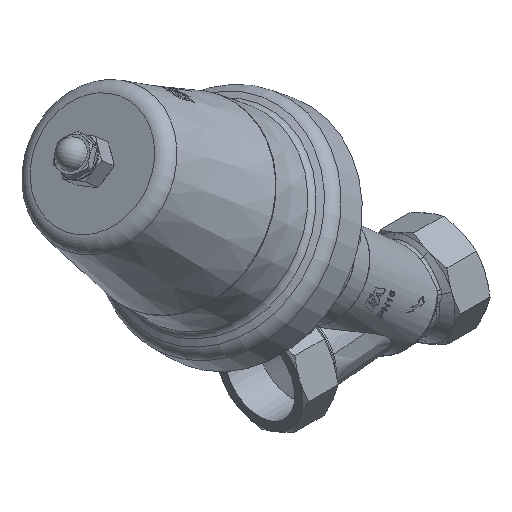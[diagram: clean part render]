
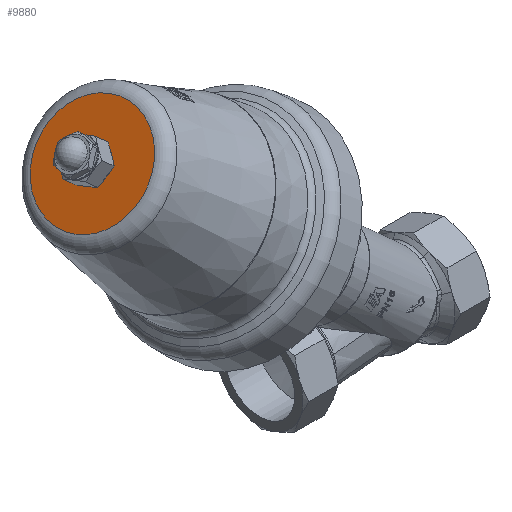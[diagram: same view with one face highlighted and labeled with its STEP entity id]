
A CAD part, isometric view. The second image highlights one B-rep face of the part: STEP entity #9880.
In plain terms, the highlighted face is planar.
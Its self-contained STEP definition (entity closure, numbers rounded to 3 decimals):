
#385=FACE_BOUND('',#3553,.T.);
#1032=CIRCLE('',#10987,9.316);
#1033=CIRCLE('',#10988,9.316);
#1067=CIRCLE('',#11039,41.83);
#1068=CIRCLE('',#11040,41.83);
#2411=PLANE('',#11038);
#2927=FACE_OUTER_BOUND('',#3552,.T.);
#3552=EDGE_LOOP('',(#8828,#8829));
#3553=EDGE_LOOP('',(#8830,#8831));
#4626=VERTEX_POINT('',#21652);
#4627=VERTEX_POINT('',#21653);
#4669=VERTEX_POINT('',#21764);
#4670=VERTEX_POINT('',#21765);
#6045=EDGE_CURVE('',#4626,#4627,#1032,.T.);
#6046=EDGE_CURVE('',#4627,#4626,#1033,.T.);
#6097=EDGE_CURVE('',#4669,#4670,#1067,.T.);
#6098=EDGE_CURVE('',#4670,#4669,#1068,.T.);
#8828=ORIENTED_EDGE('',*,*,#6097,.F.);
#8829=ORIENTED_EDGE('',*,*,#6098,.F.);
#8830=ORIENTED_EDGE('',*,*,#6045,.T.);
#8831=ORIENTED_EDGE('',*,*,#6046,.T.);
#9880=ADVANCED_FACE('',(#2927,#385),#2411,.T.);
#10987=AXIS2_PLACEMENT_3D('',#21654,#13220,#13221);
#10988=AXIS2_PLACEMENT_3D('',#21655,#13222,#13223);
#11038=AXIS2_PLACEMENT_3D('',#21763,#13339,#13340);
#11039=AXIS2_PLACEMENT_3D('',#21766,#13341,#13342);
#11040=AXIS2_PLACEMENT_3D('',#21767,#13343,#13344);
#13220=DIRECTION('center_axis',(0.,-1.,0.));
#13221=DIRECTION('ref_axis',(1.,0.,0.));
#13222=DIRECTION('center_axis',(0.,-1.,0.));
#13223=DIRECTION('ref_axis',(1.,0.,0.));
#13339=DIRECTION('center_axis',(0.,1.,0.));
#13340=DIRECTION('ref_axis',(0.,0.,1.));
#13341=DIRECTION('center_axis',(0.,-1.,0.));
#13342=DIRECTION('ref_axis',(1.,0.,0.));
#13343=DIRECTION('center_axis',(0.,-1.,0.));
#13344=DIRECTION('ref_axis',(1.,0.,0.));
#21652=CARTESIAN_POINT('',(9.315,160.,0.));
#21653=CARTESIAN_POINT('',(-9.316,160.,0.));
#21654=CARTESIAN_POINT('Origin',(0.,160.,0.));
#21655=CARTESIAN_POINT('Origin',(0.,160.,0.));
#21763=CARTESIAN_POINT('Origin',(20.915,160.,0.));
#21764=CARTESIAN_POINT('',(41.83,160.,0.));
#21765=CARTESIAN_POINT('',(0.,160.,41.83));
#21766=CARTESIAN_POINT('Origin',(0.,160.,0.));
#21767=CARTESIAN_POINT('Origin',(0.,160.,0.));
